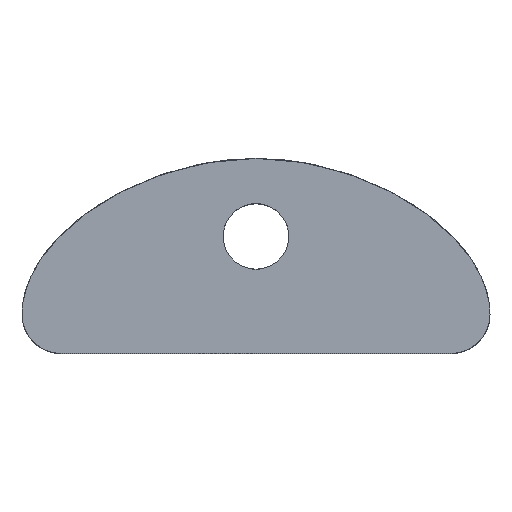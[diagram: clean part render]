
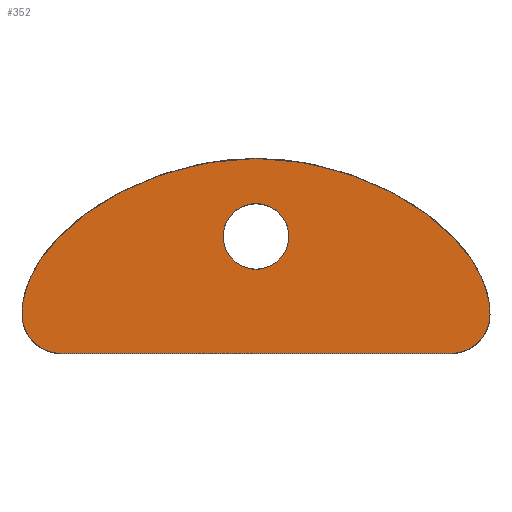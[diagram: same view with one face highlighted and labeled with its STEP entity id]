
A CAD part, top view. The second image highlights one B-rep face of the part: STEP entity #352.
In plain terms, the highlighted free-form (B-spline) face has degree [1, 1] with [2, 2] control points.
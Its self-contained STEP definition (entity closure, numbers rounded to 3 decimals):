
#270=(
BOUNDED_SURFACE()
B_SPLINE_SURFACE(1,1,((#271,#272),(#273,#274)),.UNSPECIFIED.,.F.,.F.,.F.)
B_SPLINE_SURFACE_WITH_KNOTS((2,2),(2,2),(0.000,1.000),(0.000,1.000),.UNSPECIFIED.)
GEOMETRIC_REPRESENTATION_ITEM()
RATIONAL_B_SPLINE_SURFACE(((1.,1.),(1.,1.)))
REPRESENTATION_ITEM('')
SURFACE()
);
#271=CARTESIAN_POINT('',(15.,-2.5,3.));
#272=CARTESIAN_POINT('',(-15.,-2.5,3.));
#273=CARTESIAN_POINT('',(15.,10.,3.));
#274=CARTESIAN_POINT('',(-15.,10.,3.));
#275=CARTESIAN_POINT('',(12.5,-2.5,3.));
#276=VERTEX_POINT('',#275);
#277=(
BOUNDED_CURVE()
B_SPLINE_CURVE(1,(#278,#279),.UNSPECIFIED.,.F.,.F.)
B_SPLINE_CURVE_WITH_KNOTS((2,2),(0.000,1.000),.UNSPECIFIED.)
CURVE()
GEOMETRIC_REPRESENTATION_ITEM()
RATIONAL_B_SPLINE_CURVE((1.,1.))
REPRESENTATION_ITEM('')
);
#278=CARTESIAN_POINT('',(12.5,-2.5,3.));
#279=CARTESIAN_POINT('',(-12.5,-2.5,3.));
#280=CARTESIAN_POINT('',(-12.5,-2.5,3.));
#281=VERTEX_POINT('',#280);
#282=EDGE_CURVE('',#276,#281,#277,.T.);
#283=ORIENTED_EDGE('',*,*,#282,.T.);
#284=(
BOUNDED_CURVE()
B_SPLINE_CURVE(2,(#285,#286,#287),.UNSPECIFIED.,.F.,.F.)
B_SPLINE_CURVE_WITH_KNOTS((3,3),(0.000,1.000),.UNSPECIFIED.)
CURVE()
GEOMETRIC_REPRESENTATION_ITEM()
RATIONAL_B_SPLINE_CURVE((1.,0.707,1.))
REPRESENTATION_ITEM('')
);
#285=CARTESIAN_POINT('',(-12.5,-2.5,3.));
#286=CARTESIAN_POINT('',(-15.,-2.5,3.));
#287=CARTESIAN_POINT('',(-15.,0.,3.));
#288=CARTESIAN_POINT('',(-15.,0.,3.));
#289=VERTEX_POINT('',#288);
#290=EDGE_CURVE('',#281,#289,#284,.T.);
#291=ORIENTED_EDGE('',*,*,#290,.T.);
#292=(
BOUNDED_CURVE()
B_SPLINE_CURVE(3,(#293,#294,#295,#296),.UNSPECIFIED.,.F.,.F.)
B_SPLINE_CURVE_WITH_KNOTS((4,4),(0.000,1.000),.UNSPECIFIED.)
CURVE()
GEOMETRIC_REPRESENTATION_ITEM()
RATIONAL_B_SPLINE_CURVE((1.,1.,1.,1.))
REPRESENTATION_ITEM('')
);
#293=CARTESIAN_POINT('',(-15.,0.,3.));
#294=CARTESIAN_POINT('',(-15.,5.,3.));
#295=CARTESIAN_POINT('',(-7.5,10.,3.));
#296=CARTESIAN_POINT('',(0.,10.,3.));
#297=CARTESIAN_POINT('',(0.,10.,3.));
#298=VERTEX_POINT('',#297);
#299=EDGE_CURVE('',#289,#298,#292,.T.);
#300=ORIENTED_EDGE('',*,*,#299,.T.);
#301=(
BOUNDED_CURVE()
B_SPLINE_CURVE(3,(#302,#303,#304,#305),.UNSPECIFIED.,.F.,.F.)
B_SPLINE_CURVE_WITH_KNOTS((4,4),(0.000,1.000),.UNSPECIFIED.)
CURVE()
GEOMETRIC_REPRESENTATION_ITEM()
RATIONAL_B_SPLINE_CURVE((1.,1.,1.,1.))
REPRESENTATION_ITEM('')
);
#302=CARTESIAN_POINT('',(0.,10.,3.));
#303=CARTESIAN_POINT('',(7.5,10.,3.));
#304=CARTESIAN_POINT('',(15.,5.,3.));
#305=CARTESIAN_POINT('',(15.,0.,3.));
#306=CARTESIAN_POINT('',(15.,0.,3.));
#307=VERTEX_POINT('',#306);
#308=EDGE_CURVE('',#298,#307,#301,.T.);
#309=ORIENTED_EDGE('',*,*,#308,.T.);
#310=(
BOUNDED_CURVE()
B_SPLINE_CURVE(2,(#311,#312,#313),.UNSPECIFIED.,.F.,.F.)
B_SPLINE_CURVE_WITH_KNOTS((3,3),(0.000,1.000),.UNSPECIFIED.)
CURVE()
GEOMETRIC_REPRESENTATION_ITEM()
RATIONAL_B_SPLINE_CURVE((1.,0.707,1.))
REPRESENTATION_ITEM('')
);
#311=CARTESIAN_POINT('',(15.,0.,3.));
#312=CARTESIAN_POINT('',(15.,-2.5,3.));
#313=CARTESIAN_POINT('',(12.5,-2.5,3.));
#314=EDGE_CURVE('',#307,#276,#310,.T.);
#315=ORIENTED_EDGE('',*,*,#314,.T.);
#316=EDGE_LOOP('',(#283,#291,#300,#309,#315));
#317=FACE_OUTER_BOUND('',#316,.T.);
#318=CARTESIAN_POINT('',(0.,7.1,3.));
#319=VERTEX_POINT('',#318);
#320=(
BOUNDED_CURVE()
B_SPLINE_CURVE(2,(#321,#322,#323),.UNSPECIFIED.,.F.,.F.)
B_SPLINE_CURVE_WITH_KNOTS((3,3),(0.000,1.000),.UNSPECIFIED.)
CURVE()
GEOMETRIC_REPRESENTATION_ITEM()
RATIONAL_B_SPLINE_CURVE((1.,0.707,1.))
REPRESENTATION_ITEM('')
);
#321=CARTESIAN_POINT('',(0.,7.1,3.));
#322=CARTESIAN_POINT('',(-2.1,7.1,3.));
#323=CARTESIAN_POINT('',(-2.1,5.,3.));
#324=CARTESIAN_POINT('',(-2.1,5.,3.));
#325=VERTEX_POINT('',#324);
#326=EDGE_CURVE('',#319,#325,#320,.T.);
#327=ORIENTED_EDGE('',*,*,#326,.T.);
#328=(
BOUNDED_CURVE()
B_SPLINE_CURVE(2,(#329,#330,#331),.UNSPECIFIED.,.F.,.F.)
B_SPLINE_CURVE_WITH_KNOTS((3,3),(0.000,1.000),.UNSPECIFIED.)
CURVE()
GEOMETRIC_REPRESENTATION_ITEM()
RATIONAL_B_SPLINE_CURVE((1.,0.707,1.))
REPRESENTATION_ITEM('')
);
#329=CARTESIAN_POINT('',(-2.1,5.,3.));
#330=CARTESIAN_POINT('',(-2.1,2.9,3.));
#331=CARTESIAN_POINT('',(0.,2.9,3.));
#332=CARTESIAN_POINT('',(0.,2.9,3.));
#333=VERTEX_POINT('',#332);
#334=EDGE_CURVE('',#325,#333,#328,.T.);
#335=ORIENTED_EDGE('',*,*,#334,.T.);
#336=(
BOUNDED_CURVE()
B_SPLINE_CURVE(2,(#337,#338,#339),.UNSPECIFIED.,.F.,.F.)
B_SPLINE_CURVE_WITH_KNOTS((3,3),(0.000,1.000),.UNSPECIFIED.)
CURVE()
GEOMETRIC_REPRESENTATION_ITEM()
RATIONAL_B_SPLINE_CURVE((1.,0.707,1.))
REPRESENTATION_ITEM('')
);
#337=CARTESIAN_POINT('',(0.,2.9,3.));
#338=CARTESIAN_POINT('',(2.1,2.9,3.));
#339=CARTESIAN_POINT('',(2.1,5.,3.));
#340=CARTESIAN_POINT('',(2.1,5.,3.));
#341=VERTEX_POINT('',#340);
#342=EDGE_CURVE('',#333,#341,#336,.T.);
#343=ORIENTED_EDGE('',*,*,#342,.T.);
#344=(
BOUNDED_CURVE()
B_SPLINE_CURVE(2,(#345,#346,#347),.UNSPECIFIED.,.F.,.F.)
B_SPLINE_CURVE_WITH_KNOTS((3,3),(0.000,1.000),.UNSPECIFIED.)
CURVE()
GEOMETRIC_REPRESENTATION_ITEM()
RATIONAL_B_SPLINE_CURVE((1.,0.707,1.))
REPRESENTATION_ITEM('')
);
#345=CARTESIAN_POINT('',(2.1,5.,3.));
#346=CARTESIAN_POINT('',(2.1,7.1,3.));
#347=CARTESIAN_POINT('',(0.,7.1,3.));
#348=EDGE_CURVE('',#341,#319,#344,.T.);
#349=ORIENTED_EDGE('',*,*,#348,.T.);
#350=EDGE_LOOP('',(#327,#335,#343,#349));
#351=FACE_BOUND('',#350,.T.);
#352=ADVANCED_FACE('',(#317,#351),#270,.T.);
